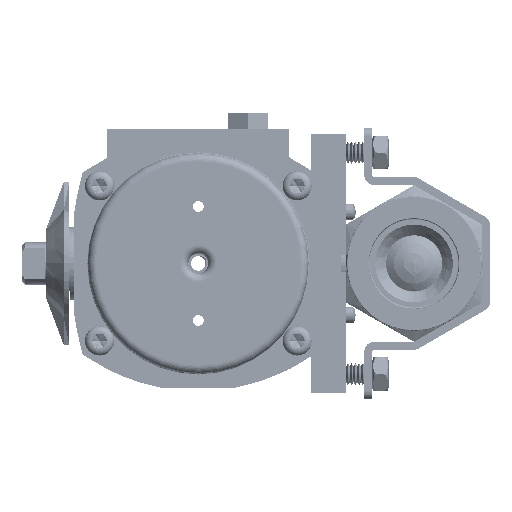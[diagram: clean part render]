
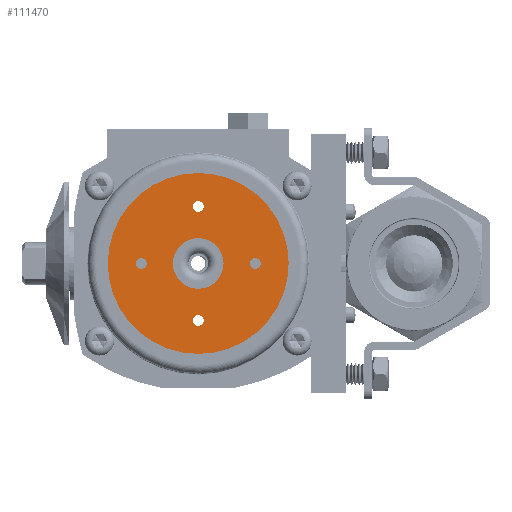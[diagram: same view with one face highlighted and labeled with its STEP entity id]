
A CAD part, left-side view. The second image highlights one B-rep face of the part: STEP entity #111470.
In plain terms, the highlighted planar face has unit normal (-1, 0, 0).
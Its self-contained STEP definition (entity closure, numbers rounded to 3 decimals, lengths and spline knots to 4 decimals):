
#947 = AXIS2_PLACEMENT_3D ( 'NONE', #138843, #138814, #138599 ) ;
#1823 = ORIENTED_EDGE ( 'NONE', *, *, #39392, .F. ) ;
#2037 = ORIENTED_EDGE ( 'NONE', *, *, #41677, .F. ) ;
#7087 = AXIS2_PLACEMENT_3D ( 'NONE', #56486, #56276, #55968 ) ;
#7457 = CIRCLE ( 'NONE', #52428, 0.06 ) ;
#8728 = CARTESIAN_POINT ( 'NONE',  ( -3.9665, 3.016, 0.06 ) ) ;
#9133 = ORIENTED_EDGE ( 'NONE', *, *, #37231, .T. ) ;
#12921 = CARTESIAN_POINT ( 'NONE',  ( -3.9665, 1.756, 0.06 ) ) ;
#15342 = CIRCLE ( 'NONE', #24723, 0.22 ) ;
#20497 = CIRCLE ( 'NONE', #58231, 0.06 ) ;
#24723 = AXIS2_PLACEMENT_3D ( 'NONE', #141564, #141534, #141365 ) ;
#31367 = AXIS2_PLACEMENT_3D ( 'NONE', #122495, #200180, #59834 ) ;
#32764 = EDGE_CURVE ( 'NONE', #119113, #66108, #20497, .T. ) ;
#35449 = EDGE_CURVE ( 'NONE', #104646, #137276, #81293, .T. ) ;
#36234 = DIRECTION ( 'NONE',  ( 0., 0., -1. ) ) ;
#36495 = DIRECTION ( 'NONE',  ( 1., 0., 0. ) ) ;
#36676 = CARTESIAN_POINT ( 'NONE',  ( -3.9665, 1.756, -0.06 ) ) ;
#36686 = CARTESIAN_POINT ( 'NONE',  ( -3.9665, 3.016, 0. ) ) ;
#36863 = CARTESIAN_POINT ( 'NONE',  ( -3.9665, 2.386, 0.69 ) ) ;
#37065 = CARTESIAN_POINT ( 'NONE',  ( -3.9665, 3.016, -0.06 ) ) ;
#37231 = EDGE_CURVE ( 'NONE', #75662, #111922, #7457, .T. ) ;
#37302 = FACE_OUTER_BOUND ( 'NONE', #127595, .T. ) ;
#37771 = CIRCLE ( 'NONE', #150518, 0.06 ) ;
#38399 = AXIS2_PLACEMENT_3D ( 'NONE', #78243, #77983, #77544 ) ;
#39392 = EDGE_CURVE ( 'NONE', #194029, #51376, #84044, .T. ) ;
#41677 = EDGE_CURVE ( 'NONE', #99146, #191301, #15342, .T. ) ;
#44607 = CIRCLE ( 'NONE', #947, 0.22 ) ;
#44655 = EDGE_CURVE ( 'NONE', #154254, #120897, #72280, .T. ) ;
#44995 = EDGE_CURVE ( 'NONE', #111922, #75662, #37771, .T. ) ;
#45847 = EDGE_CURVE ( 'NONE', #51376, #194029, #74474, .T. ) ;
#46488 = EDGE_CURVE ( 'NONE', #120897, #154254, #108734, .T. ) ;
#47328 = EDGE_CURVE ( 'NONE', #191301, #99146, #44607, .T. ) ;
#47636 = EDGE_CURVE ( 'NONE', #137276, #104646, #83913, .T. ) ;
#47663 = EDGE_CURVE ( 'NONE', #66108, #119113, #199004, .T. ) ;
#51376 = VERTEX_POINT ( 'NONE', #36676 ) ;
#52428 = AXIS2_PLACEMENT_3D ( 'NONE', #115271, #59455, #114546 ) ;
#55968 = DIRECTION ( 'NONE',  ( 0., 0., -1. ) ) ;
#56276 = DIRECTION ( 'NONE',  ( -1., 0., 0. ) ) ;
#56475 = CARTESIAN_POINT ( 'NONE',  ( -3.9665, 2.386, 0.22 ) ) ;
#56486 = CARTESIAN_POINT ( 'NONE',  ( -3.9665, 2.386, 0. ) ) ;
#57633 = DIRECTION ( 'NONE',  ( 0., 0., -1. ) ) ;
#58061 = ORIENTED_EDGE ( 'NONE', *, *, #47663, .T. ) ;
#58068 = DIRECTION ( 'NONE',  ( -1., 0., 0. ) ) ;
#58231 = AXIS2_PLACEMENT_3D ( 'NONE', #117280, #117027, #116863 ) ;
#59455 = DIRECTION ( 'NONE',  ( 1., 0., 0. ) ) ;
#59834 = DIRECTION ( 'NONE',  ( 0., 0., -1. ) ) ;
#62581 = CARTESIAN_POINT ( 'NONE',  ( -3.9665, 1.756, 0. ) ) ;
#64293 = AXIS2_PLACEMENT_3D ( 'NONE', #190746, #190557, #190503 ) ;
#65135 = CARTESIAN_POINT ( 'NONE',  ( -3.9665, 2.386, 0.57 ) ) ;
#66108 = VERTEX_POINT ( 'NONE', #36863 ) ;
#72280 = CIRCLE ( 'NONE', #7087, 1.1125 ) ;
#73169 = ORIENTED_EDGE ( 'NONE', *, *, #35449, .F. ) ;
#74191 = FACE_BOUND ( 'NONE', #127217, .T. ) ;
#74474 = CIRCLE ( 'NONE', #170852, 0.06 ) ;
#75662 = VERTEX_POINT ( 'NONE', #37065 ) ;
#77544 = DIRECTION ( 'NONE',  ( 0., 0., -1. ) ) ;
#77854 = ORIENTED_EDGE ( 'NONE', *, *, #46488, .T. ) ;
#77983 = DIRECTION ( 'NONE',  ( -1., 0., 0. ) ) ;
#78243 = CARTESIAN_POINT ( 'NONE',  ( -3.9665, 1.756, 0. ) ) ;
#79112 = FACE_BOUND ( 'NONE', #195905, .T. ) ;
#81293 = CIRCLE ( 'NONE', #64293, 0.06 ) ;
#83913 = CIRCLE ( 'NONE', #190570, 0.06 ) ;
#84044 = CIRCLE ( 'NONE', #38399, 0.06 ) ;
#94887 = ORIENTED_EDGE ( 'NONE', *, *, #32764, .T. ) ;
#99146 = VERTEX_POINT ( 'NONE', #56475 ) ;
#104646 = VERTEX_POINT ( 'NONE', #181829 ) ;
#108181 = CARTESIAN_POINT ( 'NONE',  ( -3.9665, 2.386, 1.1125 ) ) ;
#108734 = CIRCLE ( 'NONE', #153736, 1.1125 ) ;
#111470 = ADVANCED_FACE ( 'NONE', ( #120954, #79112, #37302, #162660, #116001, #74191 ), #154117, .T. ) ;
#111922 = VERTEX_POINT ( 'NONE', #8728 ) ;
#113252 = DIRECTION ( 'NONE',  ( 0., 1., 0. ) ) ;
#113286 = DIRECTION ( 'NONE',  ( 1., 0., 0. ) ) ;
#113491 = CARTESIAN_POINT ( 'NONE',  ( -3.9665, 2.386, 0.63 ) ) ;
#114296 = DIRECTION ( 'NONE',  ( 0., 1., 0. ) ) ;
#114530 = DIRECTION ( 'NONE',  ( -1., 0., 0. ) ) ;
#114546 = DIRECTION ( 'NONE',  ( 0., 0., -1. ) ) ;
#114579 = CARTESIAN_POINT ( 'NONE',  ( -3.9665, 2.386, -0.63 ) ) ;
#115271 = CARTESIAN_POINT ( 'NONE',  ( -3.9665, 3.016, 0. ) ) ;
#116001 = FACE_BOUND ( 'NONE', #185786, .T. ) ;
#116863 = DIRECTION ( 'NONE',  ( 0., 1., 0. ) ) ;
#117027 = DIRECTION ( 'NONE',  ( 1., 0., 0. ) ) ;
#117280 = CARTESIAN_POINT ( 'NONE',  ( -3.9665, 2.386, 0.63 ) ) ;
#119113 = VERTEX_POINT ( 'NONE', #65135 ) ;
#120897 = VERTEX_POINT ( 'NONE', #108181 ) ;
#120954 = FACE_BOUND ( 'NONE', #183669, .T. ) ;
#122495 = CARTESIAN_POINT ( 'NONE',  ( -3.9665, 1.718, 0. ) ) ;
#125230 = EDGE_LOOP ( 'NONE', ( #149374, #2037 ) ) ;
#127217 = EDGE_LOOP ( 'NONE', ( #94887, #58061 ) ) ;
#127595 = EDGE_LOOP ( 'NONE', ( #193020, #77854 ) ) ;
#132602 = AXIS2_PLACEMENT_3D ( 'NONE', #113491, #113286, #113252 ) ;
#137276 = VERTEX_POINT ( 'NONE', #145311 ) ;
#138599 = DIRECTION ( 'NONE',  ( 0., 0., -1. ) ) ;
#138814 = DIRECTION ( 'NONE',  ( -1., 0., 0. ) ) ;
#138843 = CARTESIAN_POINT ( 'NONE',  ( -3.9665, 2.386, 0. ) ) ;
#141365 = DIRECTION ( 'NONE',  ( 0., 0., -1. ) ) ;
#141534 = DIRECTION ( 'NONE',  ( -1., 0., 0. ) ) ;
#141564 = CARTESIAN_POINT ( 'NONE',  ( -3.9665, 2.386, 0. ) ) ;
#145311 = CARTESIAN_POINT ( 'NONE',  ( -3.9665, 2.386, -0.69 ) ) ;
#149374 = ORIENTED_EDGE ( 'NONE', *, *, #47328, .F. ) ;
#150518 = AXIS2_PLACEMENT_3D ( 'NONE', #36686, #36495, #36234 ) ;
#153736 = AXIS2_PLACEMENT_3D ( 'NONE', #186257, #185854, #185816 ) ;
#154117 = PLANE ( 'NONE',  #31367 ) ;
#154254 = VERTEX_POINT ( 'NONE', #162331 ) ;
#162331 = CARTESIAN_POINT ( 'NONE',  ( -3.9665, 2.386, -1.1125 ) ) ;
#162660 = FACE_BOUND ( 'NONE', #125230, .T. ) ;
#170852 = AXIS2_PLACEMENT_3D ( 'NONE', #62581, #58068, #57633 ) ;
#181829 = CARTESIAN_POINT ( 'NONE',  ( -3.9665, 2.386, -0.57 ) ) ;
#183669 = EDGE_LOOP ( 'NONE', ( #9133, #195334 ) ) ;
#185786 = EDGE_LOOP ( 'NONE', ( #188353, #73169 ) ) ;
#185816 = DIRECTION ( 'NONE',  ( 0., 0., -1. ) ) ;
#185854 = DIRECTION ( 'NONE',  ( -1., 0., 0. ) ) ;
#186257 = CARTESIAN_POINT ( 'NONE',  ( -3.9665, 2.386, 0. ) ) ;
#188353 = ORIENTED_EDGE ( 'NONE', *, *, #47636, .F. ) ;
#188596 = CARTESIAN_POINT ( 'NONE',  ( -3.9665, 2.386, -0.22 ) ) ;
#190503 = DIRECTION ( 'NONE',  ( 0., 1., 0. ) ) ;
#190557 = DIRECTION ( 'NONE',  ( -1., 0., 0. ) ) ;
#190570 = AXIS2_PLACEMENT_3D ( 'NONE', #114579, #114530, #114296 ) ;
#190746 = CARTESIAN_POINT ( 'NONE',  ( -3.9665, 2.386, -0.63 ) ) ;
#191301 = VERTEX_POINT ( 'NONE', #188596 ) ;
#193020 = ORIENTED_EDGE ( 'NONE', *, *, #44655, .T. ) ;
#194029 = VERTEX_POINT ( 'NONE', #12921 ) ;
#195334 = ORIENTED_EDGE ( 'NONE', *, *, #44995, .T. ) ;
#195905 = EDGE_LOOP ( 'NONE', ( #200149, #1823 ) ) ;
#199004 = CIRCLE ( 'NONE', #132602, 0.06 ) ;
#200149 = ORIENTED_EDGE ( 'NONE', *, *, #45847, .F. ) ;
#200180 = DIRECTION ( 'NONE',  ( -1., 0., 0. ) ) ;
